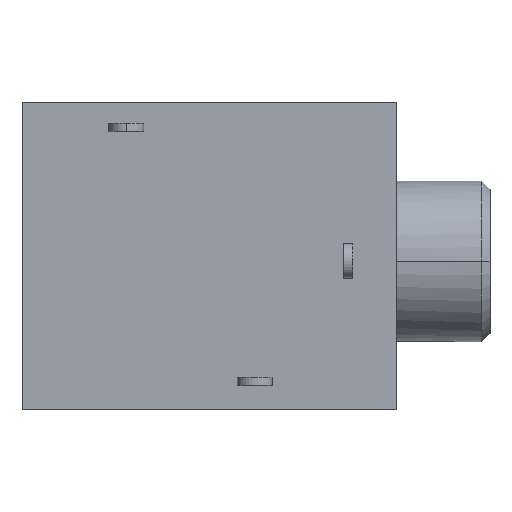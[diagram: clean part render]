
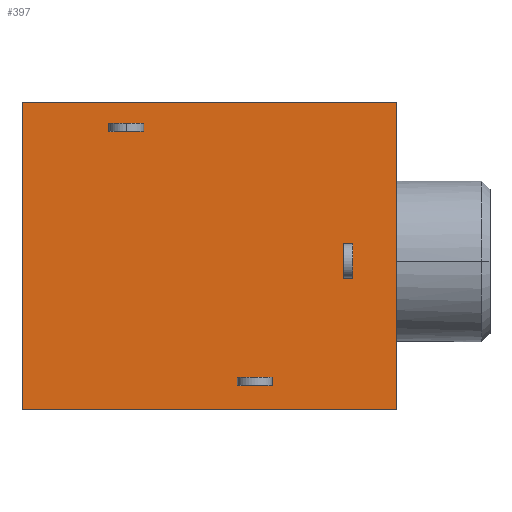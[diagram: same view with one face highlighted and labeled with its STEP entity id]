
A CAD part, top view. The second image highlights one B-rep face of the part: STEP entity #397.
In plain terms, the highlighted planar face has unit normal (0, 0, 1).
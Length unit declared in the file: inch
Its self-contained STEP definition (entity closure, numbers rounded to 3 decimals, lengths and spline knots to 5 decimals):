
#27 = VECTOR ( 'NONE', #331, 39.37008 ) ;
#32 = FACE_OUTER_BOUND ( 'NONE', #693, .T. ) ;
#37 = ORIENTED_EDGE ( 'NONE', *, *, #1650, .F. ) ;
#68 = VERTEX_POINT ( 'NONE', #1977 ) ;
#90 = LINE ( 'NONE', #1052, #1777 ) ;
#114 = ORIENTED_EDGE ( 'NONE', *, *, #888, .F. ) ;
#135 = ORIENTED_EDGE ( 'NONE', *, *, #1420, .F. ) ;
#162 = DIRECTION ( 'NONE',  ( 1., 0., 0. ) ) ;
#167 = FACE_BOUND ( 'NONE', #1163, .T. ) ;
#208 = PLANE ( 'NONE',  #951 ) ;
#223 = CARTESIAN_POINT ( 'NONE',  ( -0.56102, 0.20276, 0.11811 ) ) ;
#250 = VERTEX_POINT ( 'NONE', #1314 ) ;
#269 = ORIENTED_EDGE ( 'NONE', *, *, #711, .F. ) ;
#283 = EDGE_LOOP ( 'NONE', ( #519, #1137, #652, #1039 ) ) ;
#296 = DIRECTION ( 'NONE',  ( 0., -1., 0. ) ) ;
#308 = EDGE_CURVE ( 'NONE', #250, #1539, #1089, .T. ) ;
#331 = DIRECTION ( 'NONE',  ( 1., 0., 0. ) ) ;
#332 = CARTESIAN_POINT ( 'NONE',  ( -0.50984, 0.20276, 0.11811 ) ) ;
#334 = EDGE_CURVE ( 'NONE', #1110, #1329, #1599, .T. ) ;
#339 = LINE ( 'NONE', #371, #27 ) ;
#358 = EDGE_CURVE ( 'NONE', #1352, #1110, #339, .T. ) ;
#371 = CARTESIAN_POINT ( 'NONE',  ( -0.37205, -0.18307, 0.11811 ) ) ;
#397 = ADVANCED_FACE ( 'NONE', ( #167, #32, #1474, #703 ), #208, .F. ) ;
#403 = VERTEX_POINT ( 'NONE', #1488 ) ;
#423 = CARTESIAN_POINT ( 'NONE',  ( -0.37205, -0.17126, 0.11811 ) ) ;
#448 = DIRECTION ( 'NONE',  ( 1., 0., 0. ) ) ;
#472 = CARTESIAN_POINT ( 'NONE',  ( -0.50984, 0.19094, 0.11811 ) ) ;
#502 = LINE ( 'NONE', #617, #1834 ) ;
#511 = DIRECTION ( 'NONE',  ( -1., 0., 0. ) ) ;
#519 = ORIENTED_EDGE ( 'NONE', *, *, #1445, .F. ) ;
#520 = VECTOR ( 'NONE', #1796, 39.37008 ) ;
#529 = LINE ( 'NONE', #1184, #1751 ) ;
#542 = LINE ( 'NONE', #1174, #520 ) ;
#547 = ORIENTED_EDGE ( 'NONE', *, *, #579, .T. ) ;
#548 = LINE ( 'NONE', #1005, #702 ) ;
#579 = EDGE_CURVE ( 'NONE', #833, #1937, #1619, .T. ) ;
#617 = CARTESIAN_POINT ( 'NONE',  ( -0.1378, 0.23425, 0.11811 ) ) ;
#624 = VECTOR ( 'NONE', #691, 39.37008 ) ;
#626 = CARTESIAN_POINT ( 'NONE',  ( -0.56102, 0.19094, 0.11811 ) ) ;
#629 = VECTOR ( 'NONE', #511, 39.37008 ) ;
#636 = VECTOR ( 'NONE', #1544, 39.37008 ) ;
#652 = ORIENTED_EDGE ( 'NONE', *, *, #1692, .F. ) ;
#685 = LINE ( 'NONE', #974, #629 ) ;
#691 = DIRECTION ( 'NONE',  ( 0., 1., 0. ) ) ;
#693 = EDGE_LOOP ( 'NONE', ( #806, #547, #37, #1235, #962 ) ) ;
#702 = VECTOR ( 'NONE', #1492, 39.37008 ) ;
#703 = FACE_BOUND ( 'NONE', #283, .T. ) ;
#711 = EDGE_CURVE ( 'NONE', #1062, #2025, #542, .T. ) ;
#776 = LINE ( 'NONE', #2024, #2043 ) ;
#780 = CARTESIAN_POINT ( 'NONE',  ( -0.68898, -0.2185, 0.11811 ) ) ;
#799 = ORIENTED_EDGE ( 'NONE', *, *, #1031, .F. ) ;
#806 = ORIENTED_EDGE ( 'NONE', *, *, #1862, .T. ) ;
#814 = VECTOR ( 'NONE', #1166, 39.37008 ) ;
#815 = DIRECTION ( 'NONE',  ( 0., 0., -1. ) ) ;
#830 = VERTEX_POINT ( 'NONE', #472 ) ;
#833 = VERTEX_POINT ( 'NONE', #780 ) ;
#861 = CARTESIAN_POINT ( 'NONE',  ( -0.1378, 0.23425, 0.11811 ) ) ;
#888 = EDGE_CURVE ( 'NONE', #2025, #830, #2051, .T. ) ;
#912 = CARTESIAN_POINT ( 'NONE',  ( -0.21555, 0.02559, 0.11811 ) ) ;
#927 = ORIENTED_EDGE ( 'NONE', *, *, #358, .F. ) ;
#929 = ORIENTED_EDGE ( 'NONE', *, *, #930, .F. ) ;
#930 = EDGE_CURVE ( 'NONE', #1292, #1062, #685, .T. ) ;
#951 = AXIS2_PLACEMENT_3D ( 'NONE', #861, #815, #1620 ) ;
#962 = ORIENTED_EDGE ( 'NONE', *, *, #1556, .F. ) ;
#974 = CARTESIAN_POINT ( 'NONE',  ( -0.56102, 0.20276, 0.11811 ) ) ;
#986 = CARTESIAN_POINT ( 'NONE',  ( -0.1378, -0.2185, 0.11811 ) ) ;
#1005 = CARTESIAN_POINT ( 'NONE',  ( -0.1378, 0.23425, 0.11811 ) ) ;
#1009 = ORIENTED_EDGE ( 'NONE', *, *, #1194, .F. ) ;
#1031 = EDGE_CURVE ( 'NONE', #1329, #403, #1354, .T. ) ;
#1039 = ORIENTED_EDGE ( 'NONE', *, *, #1541, .F. ) ;
#1052 = CARTESIAN_POINT ( 'NONE',  ( -0.21555, 0.02559, 0.11811 ) ) ;
#1062 = VERTEX_POINT ( 'NONE', #223 ) ;
#1083 = DIRECTION ( 'NONE',  ( -1., 0., 0. ) ) ;
#1089 = LINE ( 'NONE', #1401, #814 ) ;
#1097 = CARTESIAN_POINT ( 'NONE',  ( -0.56102, 0.19094, 0.11811 ) ) ;
#1110 = VERTEX_POINT ( 'NONE', #1694 ) ;
#1137 = ORIENTED_EDGE ( 'NONE', *, *, #1265, .F. ) ;
#1153 = VERTEX_POINT ( 'NONE', #1759 ) ;
#1163 = EDGE_LOOP ( 'NONE', ( #135, #799, #1622, #927 ) ) ;
#1166 = DIRECTION ( 'NONE',  ( 0., -1., 0. ) ) ;
#1174 = CARTESIAN_POINT ( 'NONE',  ( -0.56102, 0.20276, 0.11811 ) ) ;
#1182 = DIRECTION ( 'NONE',  ( -1., 0., 0. ) ) ;
#1184 = CARTESIAN_POINT ( 'NONE',  ( -0.21555, -0.02559, 0.11811 ) ) ;
#1194 = EDGE_CURVE ( 'NONE', #830, #1292, #2046, .T. ) ;
#1235 = ORIENTED_EDGE ( 'NONE', *, *, #308, .F. ) ;
#1257 = CARTESIAN_POINT ( 'NONE',  ( -0.21555, 0.02559, 0.11811 ) ) ;
#1265 = EDGE_CURVE ( 'NONE', #68, #1285, #2064, .T. ) ;
#1285 = VERTEX_POINT ( 'NONE', #1882 ) ;
#1292 = VERTEX_POINT ( 'NONE', #1348 ) ;
#1310 = CARTESIAN_POINT ( 'NONE',  ( -0.37205, -0.17126, 0.11811 ) ) ;
#1311 = EDGE_LOOP ( 'NONE', ( #269, #929, #1009, #114 ) ) ;
#1314 = CARTESIAN_POINT ( 'NONE',  ( -0.1378, 0.23425, 0.11811 ) ) ;
#1327 = CARTESIAN_POINT ( 'NONE',  ( -0.20177, 0.02559, 0.11811 ) ) ;
#1329 = VERTEX_POINT ( 'NONE', #1500 ) ;
#1348 = CARTESIAN_POINT ( 'NONE',  ( -0.50984, 0.20276, 0.11811 ) ) ;
#1352 = VERTEX_POINT ( 'NONE', #1658 ) ;
#1354 = LINE ( 'NONE', #1310, #1510 ) ;
#1362 = CARTESIAN_POINT ( 'NONE',  ( -0.1378, -0.2185, 0.11811 ) ) ;
#1401 = CARTESIAN_POINT ( 'NONE',  ( -0.1378, 0.23425, 0.11811 ) ) ;
#1414 = VECTOR ( 'NONE', #448, 39.37008 ) ;
#1420 = EDGE_CURVE ( 'NONE', #403, #1352, #1531, .T. ) ;
#1421 = VERTEX_POINT ( 'NONE', #1825 ) ;
#1444 = CARTESIAN_POINT ( 'NONE',  ( -0.1378, 0., 0.11811 ) ) ;
#1445 = EDGE_CURVE ( 'NONE', #1285, #1728, #90, .T. ) ;
#1470 = DIRECTION ( 'NONE',  ( 1., 0., 0. ) ) ;
#1474 = FACE_BOUND ( 'NONE', #1311, .T. ) ;
#1488 = CARTESIAN_POINT ( 'NONE',  ( -0.37205, -0.17126, 0.11811 ) ) ;
#1492 = DIRECTION ( 'NONE',  ( 0., -1., 0. ) ) ;
#1500 = CARTESIAN_POINT ( 'NONE',  ( -0.32087, -0.17126, 0.11811 ) ) ;
#1510 = VECTOR ( 'NONE', #1182, 39.37008 ) ;
#1513 = VECTOR ( 'NONE', #1749, 39.37008 ) ;
#1531 = LINE ( 'NONE', #423, #636 ) ;
#1539 = VERTEX_POINT ( 'NONE', #1444 ) ;
#1541 = EDGE_CURVE ( 'NONE', #1728, #1421, #1562, .T. ) ;
#1544 = DIRECTION ( 'NONE',  ( 0., -1., 0. ) ) ;
#1556 = EDGE_CURVE ( 'NONE', #1153, #250, #502, .T. ) ;
#1562 = LINE ( 'NONE', #1257, #1808 ) ;
#1599 = LINE ( 'NONE', #1926, #624 ) ;
#1619 = LINE ( 'NONE', #986, #2035 ) ;
#1620 = DIRECTION ( 'NONE',  ( -1., 0., 0. ) ) ;
#1622 = ORIENTED_EDGE ( 'NONE', *, *, #334, .F. ) ;
#1634 = DIRECTION ( 'NONE',  ( 0., 1., 0. ) ) ;
#1650 = EDGE_CURVE ( 'NONE', #1539, #1937, #548, .T. ) ;
#1658 = CARTESIAN_POINT ( 'NONE',  ( -0.37205, -0.18307, 0.11811 ) ) ;
#1692 = EDGE_CURVE ( 'NONE', #1421, #68, #529, .T. ) ;
#1694 = CARTESIAN_POINT ( 'NONE',  ( -0.32087, -0.18307, 0.11811 ) ) ;
#1728 = VERTEX_POINT ( 'NONE', #912 ) ;
#1745 = VECTOR ( 'NONE', #1634, 39.37008 ) ;
#1749 = DIRECTION ( 'NONE',  ( 0., 1., 0. ) ) ;
#1751 = VECTOR ( 'NONE', #1470, 39.37008 ) ;
#1759 = CARTESIAN_POINT ( 'NONE',  ( -0.68898, 0.23425, 0.11811 ) ) ;
#1777 = VECTOR ( 'NONE', #1083, 39.37008 ) ;
#1796 = DIRECTION ( 'NONE',  ( 0., -1., 0. ) ) ;
#1808 = VECTOR ( 'NONE', #1877, 39.37008 ) ;
#1825 = CARTESIAN_POINT ( 'NONE',  ( -0.21555, -0.02559, 0.11811 ) ) ;
#1834 = VECTOR ( 'NONE', #162, 39.37008 ) ;
#1862 = EDGE_CURVE ( 'NONE', #1153, #833, #776, .T. ) ;
#1877 = DIRECTION ( 'NONE',  ( 0., -1., 0. ) ) ;
#1882 = CARTESIAN_POINT ( 'NONE',  ( -0.20177, 0.02559, 0.11811 ) ) ;
#1904 = DIRECTION ( 'NONE',  ( 1., 0., 0. ) ) ;
#1926 = CARTESIAN_POINT ( 'NONE',  ( -0.32087, -0.17126, 0.11811 ) ) ;
#1937 = VERTEX_POINT ( 'NONE', #1362 ) ;
#1977 = CARTESIAN_POINT ( 'NONE',  ( -0.20177, -0.02559, 0.11811 ) ) ;
#2024 = CARTESIAN_POINT ( 'NONE',  ( -0.68898, 0.23425, 0.11811 ) ) ;
#2025 = VERTEX_POINT ( 'NONE', #626 ) ;
#2035 = VECTOR ( 'NONE', #1904, 39.37008 ) ;
#2043 = VECTOR ( 'NONE', #296, 39.37008 ) ;
#2046 = LINE ( 'NONE', #332, #1513 ) ;
#2051 = LINE ( 'NONE', #1097, #1414 ) ;
#2064 = LINE ( 'NONE', #1327, #1745 ) ;
